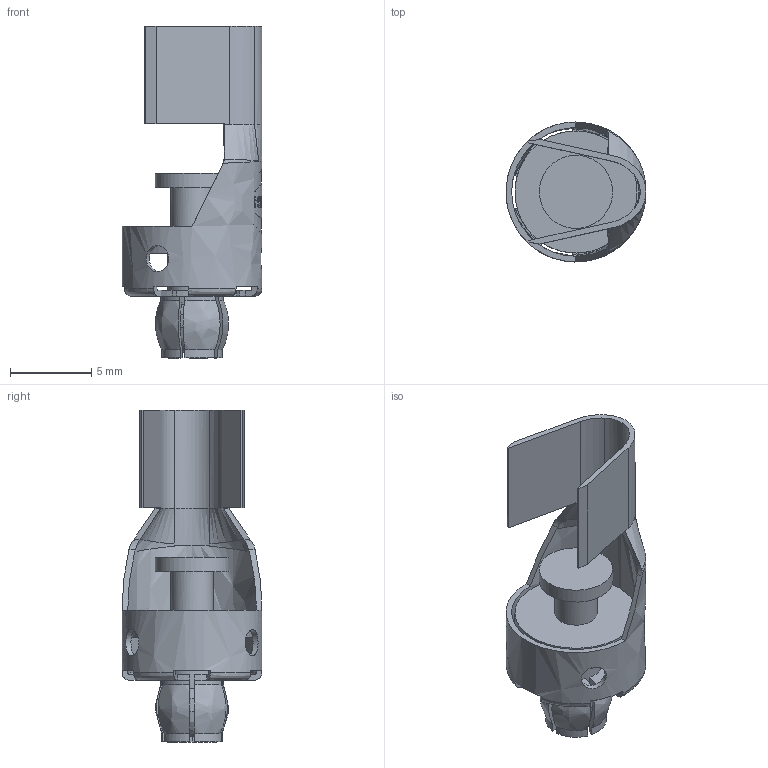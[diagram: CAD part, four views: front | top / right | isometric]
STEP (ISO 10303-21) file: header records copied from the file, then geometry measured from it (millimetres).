
FILE_DESCRIPTION(( 'HARTING HARTING HARTING HARTING HARTING HARTING HARTING HARTING HARTING', 'This Document is valid for Parts No. 09 08 000 7124'),'2;1');
FILE_NAME('MD_09080007124_RA.stp', '2012-05-08T11:44:30',('ITIS-4b'),('HARTING KGaA, D-32339 Espelkamp'), 'I-DEAS Master Series 10','HP-UNIX','Yes');
FILE_SCHEMA(('AUTOMOTIVE_DESIGN { 1 0 10303 214 1 1 1 1 }'));
Length unit declared in the file: millimetre
Products named in the file (1): MD 09 08 000 7124
Bounding box: 8.6 x 8.6 x 20.4 mm (x, y, z)
Volume: 256.7 mm3; surface area: 960.8 mm2
Topology: 2 solids, 2 shells, 262 faces, 716 edges, 470 vertices
Faces by surface type: bspline 262
Entity records: 9739 total; most frequent: CARTESIAN_POINT 5244, ORIENTED_EDGE 1432, EDGE_CURVE 716, VERTEX_POINT 469, OVER_RIDING_STYLED_ITEM 373, B_SPLINE_CURVE_WITH_KNOTS 297, EDGE_LOOP 281, FACE_OUTER_BOUND 262
